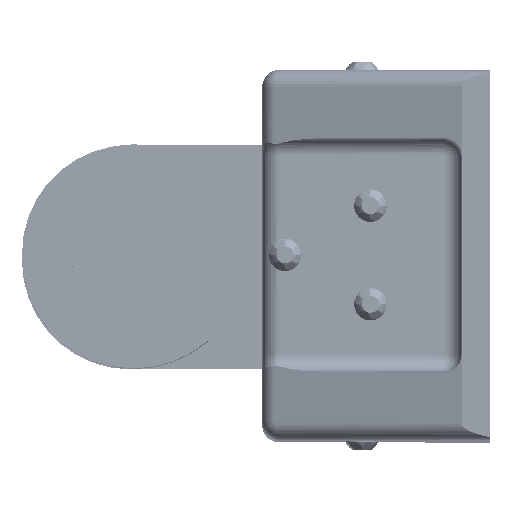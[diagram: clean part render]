
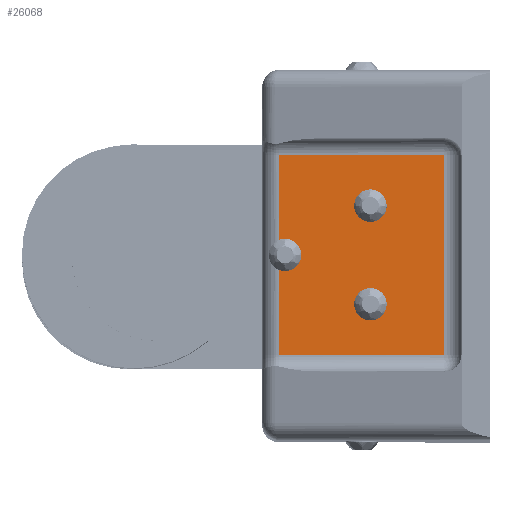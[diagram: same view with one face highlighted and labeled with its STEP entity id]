
A CAD part, top view. The second image highlights one B-rep face of the part: STEP entity #26068.
In plain terms, the highlighted face is planar.
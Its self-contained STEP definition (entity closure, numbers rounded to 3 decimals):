
#224 = CARTESIAN_POINT ( 'NONE',  ( 260., 8.66, 19.25 ) ) ;
#844 = EDGE_CURVE ( 'NONE', #13746, #20261, #13972, .T. ) ;
#1060 = EDGE_CURVE ( 'NONE', #11502, #14903, #22778, .T. ) ;
#1504 = DIRECTION ( 'NONE',  ( 1., 0., 0. ) ) ;
#2167 = DIRECTION ( 'NONE',  ( 0., 0., 1. ) ) ;
#2652 = VERTEX_POINT ( 'NONE', #12453 ) ;
#3156 = DIRECTION ( 'NONE',  ( 0., 0., -1. ) ) ;
#3226 = EDGE_LOOP ( 'NONE', ( #14363, #26354 ) ) ;
#4024 = EDGE_CURVE ( 'NONE', #9001, #23907, #9892, .T. ) ;
#4161 = CARTESIAN_POINT ( 'NONE',  ( 260., 17.5, 8. ) ) ;
#4303 = VECTOR ( 'NONE', #20975, 1000. ) ;
#4450 = CARTESIAN_POINT ( 'NONE',  ( 260., -17.5, 37. ) ) ;
#4496 = CARTESIAN_POINT ( 'NONE',  ( 260., 1.436, 37. ) ) ;
#4768 = DIRECTION ( 'NONE',  ( 0., -1., 0. ) ) ;
#4899 = DIRECTION ( 'NONE',  ( 1., 0., 0. ) ) ;
#4941 = FACE_BOUND ( 'NONE', #12845, .T. ) ;
#5232 = EDGE_CURVE ( 'NONE', #23907, #9001, #20494, .T. ) ;
#5464 = ORIENTED_EDGE ( 'NONE', *, *, #5647, .T. ) ;
#5491 = EDGE_CURVE ( 'NONE', #23209, #19096, #29949, .T. ) ;
#5647 = EDGE_CURVE ( 'NONE', #23209, #13746, #19878, .T. ) ;
#5859 = ORIENTED_EDGE ( 'NONE', *, *, #13664, .T. ) ;
#6449 = DIRECTION ( 'NONE',  ( 0., 0., -1. ) ) ;
#7417 = CARTESIAN_POINT ( 'NONE',  ( 260., 17.5, 40. ) ) ;
#7904 = CIRCLE ( 'NONE', #12126, 1.75 ) ;
#8895 = ORIENTED_EDGE ( 'NONE', *, *, #22036, .T. ) ;
#9001 = VERTEX_POINT ( 'NONE', #224 ) ;
#9069 = LINE ( 'NONE', #19081, #24425 ) ;
#9073 = CARTESIAN_POINT ( 'NONE',  ( 260., 0., 36. ) ) ;
#9495 = AXIS2_PLACEMENT_3D ( 'NONE', #9073, #1504, #26463 ) ;
#9878 = VERTEX_POINT ( 'NONE', #4161 ) ;
#9892 = CIRCLE ( 'NONE', #12519, 1.75 ) ;
#10109 = DIRECTION ( 'NONE',  ( 0., 0., -1. ) ) ;
#10173 = VERTEX_POINT ( 'NONE', #22876 ) ;
#10552 = AXIS2_PLACEMENT_3D ( 'NONE', #21392, #18931, #6449 ) ;
#11062 = CIRCLE ( 'NONE', #9495, 1.75 ) ;
#11502 = VERTEX_POINT ( 'NONE', #28787 ) ;
#11632 = AXIS2_PLACEMENT_3D ( 'NONE', #12700, #22861, #29932 ) ;
#12098 = ORIENTED_EDGE ( 'NONE', *, *, #844, .T. ) ;
#12126 = AXIS2_PLACEMENT_3D ( 'NONE', #20561, #25963, #3156 ) ;
#12317 = CARTESIAN_POINT ( 'NONE',  ( 260., -8.66, 21. ) ) ;
#12367 = CARTESIAN_POINT ( 'NONE',  ( 260., 8.66, 22.75 ) ) ;
#12453 = CARTESIAN_POINT ( 'NONE',  ( 260., -8.66, 22.75 ) ) ;
#12457 = VECTOR ( 'NONE', #24280, 1000. ) ;
#12519 = AXIS2_PLACEMENT_3D ( 'NONE', #12574, #22588, #10109 ) ;
#12574 = CARTESIAN_POINT ( 'NONE',  ( 260., 8.66, 21. ) ) ;
#12700 = CARTESIAN_POINT ( 'NONE',  ( 260., 8.66, 21. ) ) ;
#12724 = CARTESIAN_POINT ( 'NONE',  ( 260., -1.436, 37. ) ) ;
#12845 = EDGE_LOOP ( 'NONE', ( #26034, #15215 ) ) ;
#13664 = EDGE_CURVE ( 'NONE', #20261, #9878, #9069, .T. ) ;
#13746 = VERTEX_POINT ( 'NONE', #4450 ) ;
#13972 = LINE ( 'NONE', #31680, #12457 ) ;
#14363 = ORIENTED_EDGE ( 'NONE', *, *, #15076, .F. ) ;
#14820 = PLANE ( 'NONE',  #30899 ) ;
#14903 = VERTEX_POINT ( 'NONE', #4496 ) ;
#14931 = DIRECTION ( 'NONE',  ( 0., 0., -1. ) ) ;
#15076 = EDGE_CURVE ( 'NONE', #10173, #2652, #7904, .T. ) ;
#15215 = ORIENTED_EDGE ( 'NONE', *, *, #5232, .F. ) ;
#15290 = CARTESIAN_POINT ( 'NONE',  ( 260., 20.5, 37. ) ) ;
#15312 = EDGE_CURVE ( 'NONE', #19096, #14903, #11062, .T. ) ;
#15901 = ORIENTED_EDGE ( 'NONE', *, *, #15312, .F. ) ;
#16574 = VECTOR ( 'NONE', #32374, 1000. ) ;
#16606 = EDGE_LOOP ( 'NONE', ( #8895, #19473, #15901, #28537, #5464, #12098, #5859 ) ) ;
#16628 = DIRECTION ( 'NONE',  ( 0., 1., 0. ) ) ;
#17436 = FACE_BOUND ( 'NONE', #3226, .T. ) ;
#18931 = DIRECTION ( 'NONE',  ( 1., 0., 0. ) ) ;
#19081 = CARTESIAN_POINT ( 'NONE',  ( 260., 20.5, 8. ) ) ;
#19096 = VERTEX_POINT ( 'NONE', #22750 ) ;
#19473 = ORIENTED_EDGE ( 'NONE', *, *, #1060, .T. ) ;
#19685 = AXIS2_PLACEMENT_3D ( 'NONE', #12317, #4899, #14931 ) ;
#19878 = LINE ( 'NONE', #15290, #23375 ) ;
#20261 = VERTEX_POINT ( 'NONE', #27925 ) ;
#20494 = CIRCLE ( 'NONE', #11632, 1.75 ) ;
#20561 = CARTESIAN_POINT ( 'NONE',  ( 260., -8.66, 21. ) ) ;
#20745 = CIRCLE ( 'NONE', #19685, 1.75 ) ;
#20975 = DIRECTION ( 'NONE',  ( 0., -1., 0. ) ) ;
#21392 = CARTESIAN_POINT ( 'NONE',  ( 260., 0., 36. ) ) ;
#22036 = EDGE_CURVE ( 'NONE', #9878, #11502, #32218, .T. ) ;
#22588 = DIRECTION ( 'NONE',  ( 1., 0., 0. ) ) ;
#22709 = EDGE_CURVE ( 'NONE', #2652, #10173, #20745, .T. ) ;
#22750 = CARTESIAN_POINT ( 'NONE',  ( 260., 0., 34.25 ) ) ;
#22778 = LINE ( 'NONE', #28186, #4303 ) ;
#22861 = DIRECTION ( 'NONE',  ( 1., 0., 0. ) ) ;
#22876 = CARTESIAN_POINT ( 'NONE',  ( 260., -8.66, 19.25 ) ) ;
#23209 = VERTEX_POINT ( 'NONE', #12724 ) ;
#23375 = VECTOR ( 'NONE', #4768, 1000. ) ;
#23907 = VERTEX_POINT ( 'NONE', #12367 ) ;
#24280 = DIRECTION ( 'NONE',  ( 0., 0., -1. ) ) ;
#24425 = VECTOR ( 'NONE', #16628, 1000. ) ;
#24817 = CARTESIAN_POINT ( 'NONE',  ( 260., 20.5, 82.202 ) ) ;
#25122 = FACE_OUTER_BOUND ( 'NONE', #16606, .T. ) ;
#25963 = DIRECTION ( 'NONE',  ( 1., 0., 0. ) ) ;
#26034 = ORIENTED_EDGE ( 'NONE', *, *, #4024, .F. ) ;
#26068 = ADVANCED_FACE ( 'NONE', ( #25122, #17436, #4941 ), #14820, .F. ) ;
#26354 = ORIENTED_EDGE ( 'NONE', *, *, #22709, .F. ) ;
#26463 = DIRECTION ( 'NONE',  ( 0., 0., -1. ) ) ;
#27925 = CARTESIAN_POINT ( 'NONE',  ( 260., -17.5, 8. ) ) ;
#28186 = CARTESIAN_POINT ( 'NONE',  ( 260., 20.5, 37. ) ) ;
#28537 = ORIENTED_EDGE ( 'NONE', *, *, #5491, .F. ) ;
#28787 = CARTESIAN_POINT ( 'NONE',  ( 260., 17.5, 37. ) ) ;
#29932 = DIRECTION ( 'NONE',  ( 0., 0., -1. ) ) ;
#29949 = CIRCLE ( 'NONE', #10552, 1.75 ) ;
#30228 = DIRECTION ( 'NONE',  ( -1., 0., 0. ) ) ;
#30899 = AXIS2_PLACEMENT_3D ( 'NONE', #24817, #30228, #2167 ) ;
#31680 = CARTESIAN_POINT ( 'NONE',  ( 260., -17.5, 5. ) ) ;
#32218 = LINE ( 'NONE', #7417, #16574 ) ;
#32374 = DIRECTION ( 'NONE',  ( 0., 0., 1. ) ) ;
